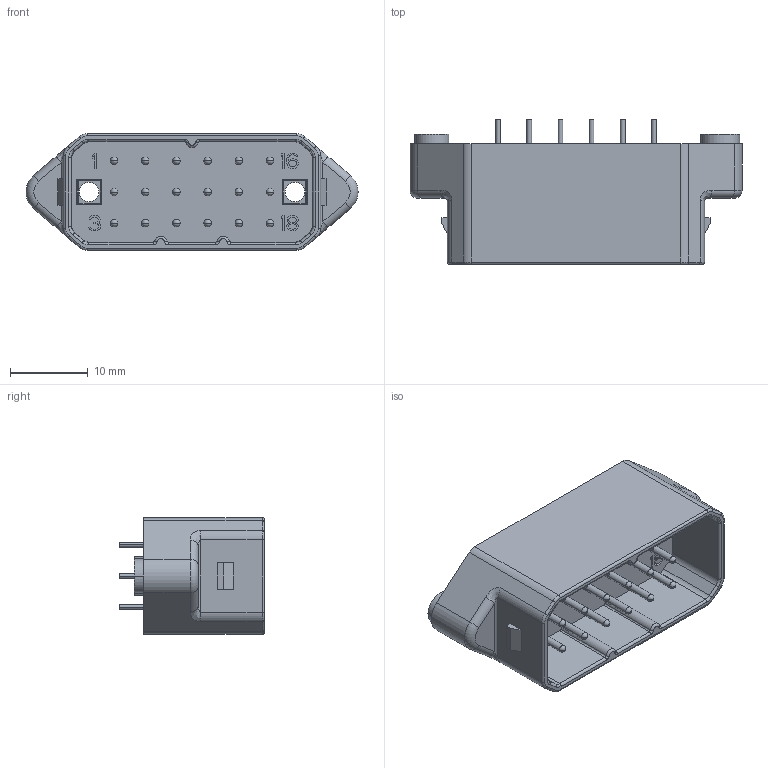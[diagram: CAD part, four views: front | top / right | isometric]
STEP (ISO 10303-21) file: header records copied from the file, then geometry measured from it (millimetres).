
FILE_DESCRIPTION((''),'2;1');
FILE_NAME('ZL-018-MA','2022-06-29T',('cc.ye'),(''),'PRO/ENGINEER BY PARAMETRIC TECHNOLOGY CORPORATION, 2010280','PRO/ENGINEER BY PARAMETRIC TECHNOLOGY CORPORATION, 2010280','');
FILE_SCHEMA(('AUTOMOTIVE_DESIGN { 1 0 10303 214 1 1 1 1 }'));
Length unit declared in the file: millimetre
Products named in the file (1): ZL-018-MA
Bounding box: 42.6 x 18.6 x 15 mm (x, y, z)
Volume: 4425.1 mm3; surface area: 4297.4 mm2
Topology: 1 solids, 3 shells, 572 faces, 1476 edges, 930 vertices
Faces by surface type: plane 327, cylinder 156, sphere 36, bspline 32, torus 13, cone 8
Entity records: 22635 total; most frequent: CARTESIAN_POINT 4992, ORIENTED_EDGE 2880, DIRECTION 2705, EDGE_CURVE 1440, VECTOR 987, LINE 987, VERTEX_POINT 930, AXIS2_PLACEMENT_3D 859
